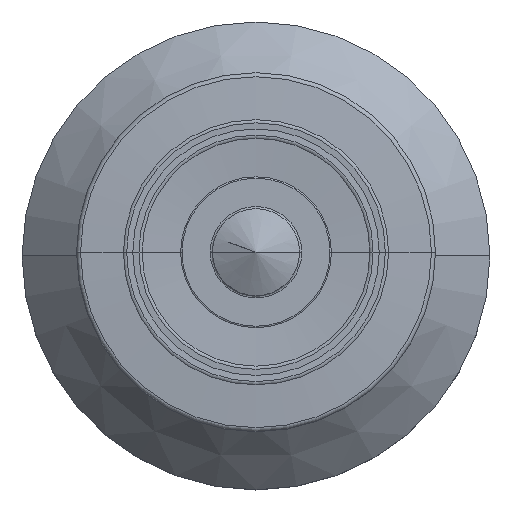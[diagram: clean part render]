
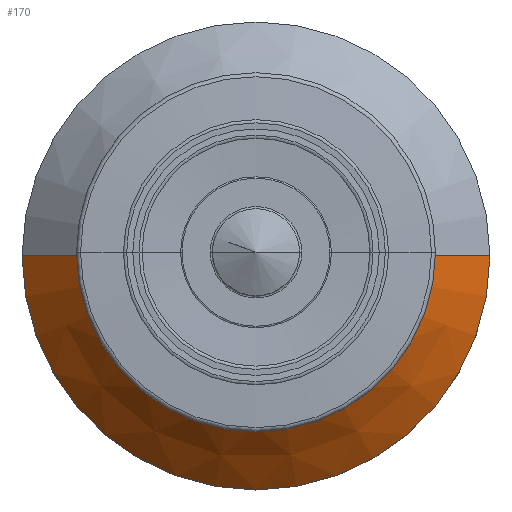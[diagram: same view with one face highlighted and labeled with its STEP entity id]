
A CAD part, top view. The second image highlights one B-rep face of the part: STEP entity #170.
In plain terms, the highlighted conical face has half-angle 45 degrees and reference radius 15.75 mm.
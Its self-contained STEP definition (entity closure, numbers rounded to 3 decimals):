
#19 = CARTESIAN_POINT ( 'NONE',  ( -15.75, 0., 13.75 ) ) ;
#170 = ADVANCED_FACE ( 'NONE', ( #959 ), #438, .T. ) ;
#244 = VERTEX_POINT ( 'NONE', #19 ) ;
#266 = AXIS2_PLACEMENT_3D ( 'NONE', #1524, #1520, #1399 ) ;
#277 = ORIENTED_EDGE ( 'NONE', *, *, #1913, .F. ) ;
#340 = ORIENTED_EDGE ( 'NONE', *, *, #832, .T. ) ;
#425 = VERTEX_POINT ( 'NONE', #1442 ) ;
#438 = CONICAL_SURFACE ( 'NONE', #842, 15.75, 0.785 ) ;
#612 = LINE ( 'NONE', #769, #1394 ) ;
#679 = EDGE_CURVE ( 'NONE', #757, #1194, #612, .T. ) ;
#757 = VERTEX_POINT ( 'NONE', #1055 ) ;
#769 = CARTESIAN_POINT ( 'NONE',  ( 15.75, 0., 13.75 ) ) ;
#785 = DIRECTION ( 'NONE',  ( 0.707, 0., -0.707 ) ) ;
#832 = EDGE_CURVE ( 'NONE', #425, #1194, #1296, .T. ) ;
#840 = AXIS2_PLACEMENT_3D ( 'NONE', #1938, #1907, #1779 ) ;
#842 = AXIS2_PLACEMENT_3D ( 'NONE', #1109, #954, #983 ) ;
#848 = LINE ( 'NONE', #1878, #1320 ) ;
#954 = DIRECTION ( 'NONE',  ( 0., 0., -1. ) ) ;
#959 = FACE_OUTER_BOUND ( 'NONE', #2029, .T. ) ;
#983 = DIRECTION ( 'NONE',  ( -1., 0., 0. ) ) ;
#991 = ORIENTED_EDGE ( 'NONE', *, *, #679, .F. ) ;
#1055 = CARTESIAN_POINT ( 'NONE',  ( 15.75, 0., 13.75 ) ) ;
#1109 = CARTESIAN_POINT ( 'NONE',  ( 0., 0., 13.75 ) ) ;
#1141 = ORIENTED_EDGE ( 'NONE', *, *, #1248, .T. ) ;
#1194 = VERTEX_POINT ( 'NONE', #1563 ) ;
#1248 = EDGE_CURVE ( 'NONE', #244, #425, #848, .T. ) ;
#1296 = CIRCLE ( 'NONE', #266, 21.5 ) ;
#1298 = CIRCLE ( 'NONE', #840, 15.75 ) ;
#1320 = VECTOR ( 'NONE', #2069, 1000. ) ;
#1394 = VECTOR ( 'NONE', #785, 1000. ) ;
#1399 = DIRECTION ( 'NONE',  ( 1., 0., 0. ) ) ;
#1442 = CARTESIAN_POINT ( 'NONE',  ( -21.5, 0., 8. ) ) ;
#1520 = DIRECTION ( 'NONE',  ( 0., 0., 1. ) ) ;
#1524 = CARTESIAN_POINT ( 'NONE',  ( 0., 0., 8. ) ) ;
#1563 = CARTESIAN_POINT ( 'NONE',  ( 21.5, 0., 8. ) ) ;
#1779 = DIRECTION ( 'NONE',  ( 1., 0., 0. ) ) ;
#1878 = CARTESIAN_POINT ( 'NONE',  ( -15.75, 0., 13.75 ) ) ;
#1907 = DIRECTION ( 'NONE',  ( 0., 0., 1. ) ) ;
#1913 = EDGE_CURVE ( 'NONE', #244, #757, #1298, .T. ) ;
#1938 = CARTESIAN_POINT ( 'NONE',  ( 0., 0., 13.75 ) ) ;
#2029 = EDGE_LOOP ( 'NONE', ( #991, #277, #1141, #340 ) ) ;
#2069 = DIRECTION ( 'NONE',  ( -0.707, 0., -0.707 ) ) ;
